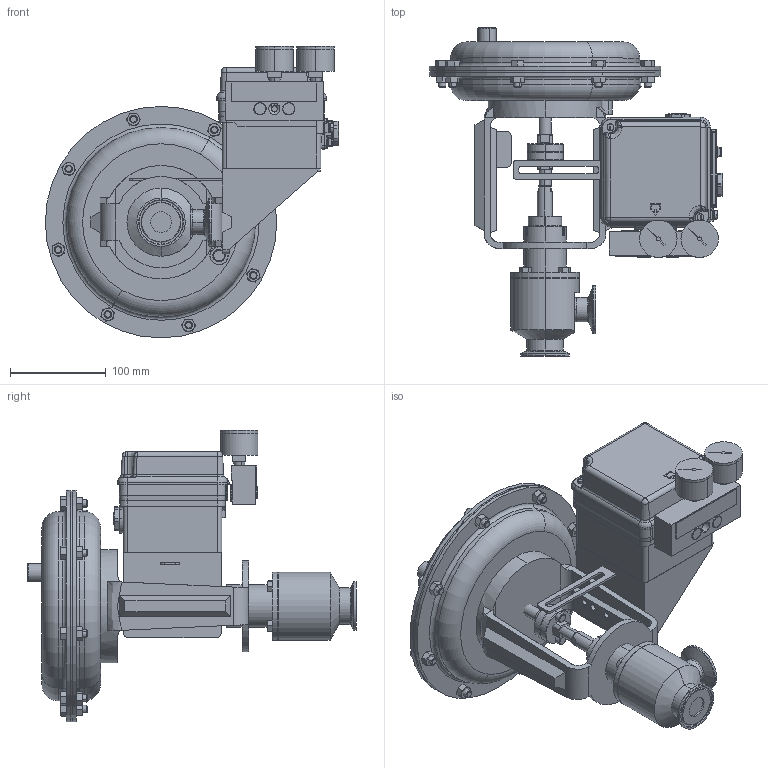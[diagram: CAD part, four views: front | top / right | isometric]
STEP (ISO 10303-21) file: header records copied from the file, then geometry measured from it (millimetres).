
FILE_DESCRIPTION (( 'STEP AP203' ), '1' );
FILE_NAME ('978ESP-100-JD-35M-16IP.STEP', '2017-06-12T14:17:52', ( '' ), ( '' ), 'SwSTEP 2.0', 'SolidWorks 2014', '' );
FILE_SCHEMA (( 'CONFIG_CONTROL_DESIGN' ));
Products named in the file (2): 978ESP-100-JD-35M-16IP
Bounding box: 305.89 x 342.04 x 304.2 mm (x, y, z)
Volume: 4340335.2 mm3; surface area: 770669.3 mm2
Topology: 80 solids, 80 shells, 2714 faces, 6503 edges, 3933 vertices
Faces by surface type: plane 1122, cylinder 693, cone 484, bspline 373, torus 42
Entity records: 94520 total; most frequent: CARTESIAN_POINT 35594, ORIENTED_EDGE 12838, DIRECTION 11296, EDGE_CURVE 6419, AXIS2_PLACEMENT_3D 4194, VERTEX_POINT 3933, LINE 2908, VECTOR 2908
